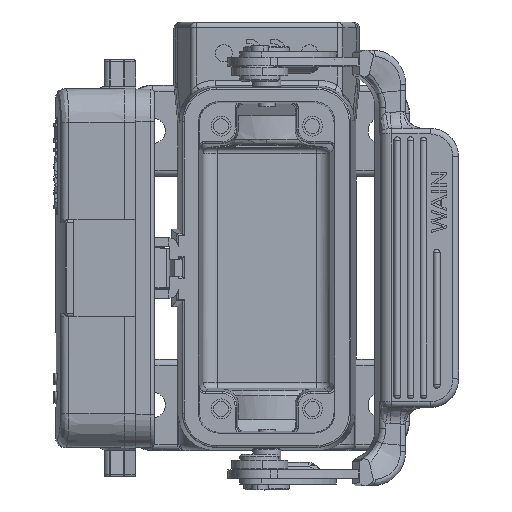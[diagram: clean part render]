
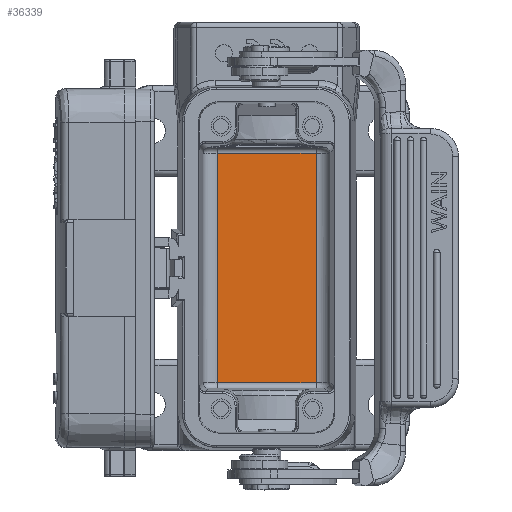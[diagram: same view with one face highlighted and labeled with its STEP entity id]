
A CAD part, top view. The second image highlights one B-rep face of the part: STEP entity #36339.
In plain terms, the highlighted planar face has unit normal (0, 0, 1).
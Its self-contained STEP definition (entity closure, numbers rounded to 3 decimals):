
#9157=CARTESIAN_POINT('',(-26.21,20.285,
-46.329));
#9159=DIRECTION('',(0.,-1.,0.));
#9160=VECTOR('',#9159,40.18);
#9161=CARTESIAN_POINT('',(-26.21,20.285,
-46.329));
#9162=LINE('',#9161,#9160);
#9185=DIRECTION('',(-1.,0.,0.));
#9186=VECTOR('',#9185,17.311);
#9187=CARTESIAN_POINT('',(-8.899,20.288,
-46.329));
#9188=LINE('',#9187,#9186);
#9242=DIRECTION('',(0.,1.,0.));
#9243=VECTOR('',#9242,40.183);
#9244=CARTESIAN_POINT('',(-8.899,-19.895,
-46.329));
#9245=LINE('',#9244,#9243);
#9753=DIRECTION('',(1.,0.,0.));
#9754=VECTOR('',#9753,17.311);
#9755=CARTESIAN_POINT('',(-26.21,-19.895,
-46.329));
#9756=LINE('',#9755,#9754);
#19673=VERTEX_POINT('',#9157);
#19674=CARTESIAN_POINT('',(-26.21,-19.895,
-46.329));
#19675=VERTEX_POINT('',#19674);
#19677=CARTESIAN_POINT('',(-8.899,20.288,
-46.329));
#19678=VERTEX_POINT('',#19677);
#19679=CARTESIAN_POINT('',(-8.899,-19.895,
-46.329));
#19680=VERTEX_POINT('',#19679);
#36325=CARTESIAN_POINT('',(-17.554,0.197,
-46.329));
#36326=DIRECTION('',(0.,0.,1.));
#36327=DIRECTION('',(1.,0.,0.));
#36328=AXIS2_PLACEMENT_3D('',#36325,#36326,#36327);
#36329=PLANE('',#36328);
#36330=ORIENTED_EDGE('',*,*,#36316,.F.);
#36332=ORIENTED_EDGE('',*,*,#36331,.F.);
#36334=ORIENTED_EDGE('',*,*,#36333,.F.);
#36336=ORIENTED_EDGE('',*,*,#36335,.F.);
#36337=EDGE_LOOP('',(#36330,#36332,#36334,#36336));
#36338=FACE_OUTER_BOUND('',#36337,.F.);
#36339=ADVANCED_FACE('',(#36338),#36329,.T.);
#36316=EDGE_CURVE('',#19673,#19675,#9162,.T.);
#36331=EDGE_CURVE('',#19678,#19673,#9188,.T.);
#36333=EDGE_CURVE('',#19680,#19678,#9245,.T.);
#36335=EDGE_CURVE('',#19675,#19680,#9756,.T.);
